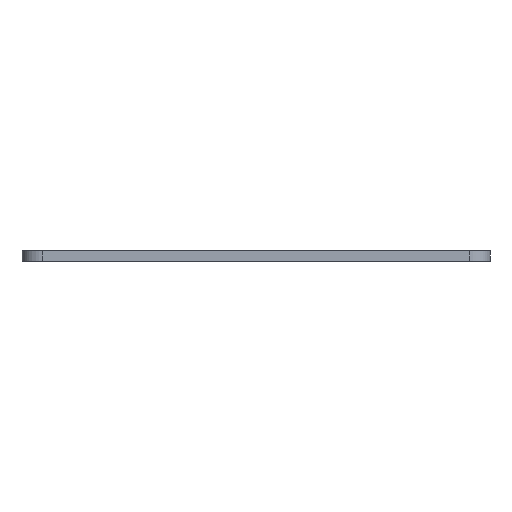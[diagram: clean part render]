
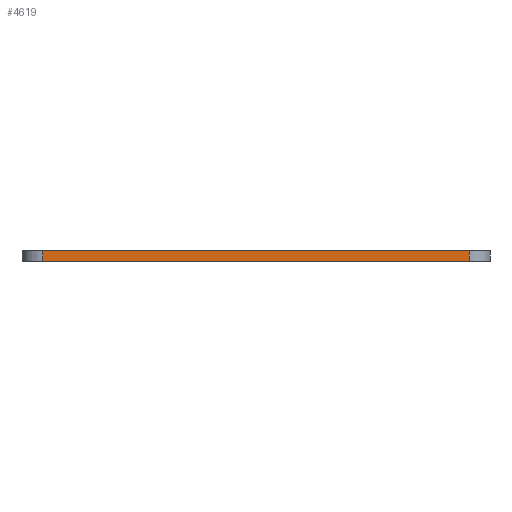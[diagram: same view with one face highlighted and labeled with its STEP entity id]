
A CAD part, front view. The second image highlights one B-rep face of the part: STEP entity #4619.
In plain terms, the highlighted planar face has unit normal (0, -1, 0).
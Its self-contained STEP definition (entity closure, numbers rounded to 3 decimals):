
#399=FACE_OUTER_BOUND('',#625,.T.);
#625=EDGE_LOOP('',(#3711,#3712,#3713,#3714));
#1171=LINE('',#7453,#1731);
#1172=LINE('',#7457,#1732);
#1173=LINE('',#7459,#1733);
#1174=LINE('',#7460,#1734);
#1731=VECTOR('',#6109,10.);
#1732=VECTOR('',#6114,10.);
#1733=VECTOR('',#6115,10.);
#1734=VECTOR('',#6116,10.);
#2187=VERTEX_POINT('',#7450);
#2188=VERTEX_POINT('',#7452);
#2189=VERTEX_POINT('',#7456);
#2190=VERTEX_POINT('',#7458);
#2836=EDGE_CURVE('',#2188,#2187,#1171,.T.);
#2838=EDGE_CURVE('',#2187,#2189,#1172,.T.);
#2839=EDGE_CURVE('',#2190,#2189,#1173,.T.);
#2840=EDGE_CURVE('',#2188,#2190,#1174,.T.);
#3711=ORIENTED_EDGE('',*,*,#2838,.T.);
#3712=ORIENTED_EDGE('',*,*,#2839,.F.);
#3713=ORIENTED_EDGE('',*,*,#2840,.F.);
#3714=ORIENTED_EDGE('',*,*,#2836,.T.);
#4400=PLANE('',#4963);
#4619=ADVANCED_FACE('',(#399),#4400,.T.);
#4963=AXIS2_PLACEMENT_3D('',#7455,#6112,#6113);
#6109=DIRECTION('',(0.,0.,1.));
#6112=DIRECTION('center_axis',(0.,-1.,0.));
#6113=DIRECTION('ref_axis',(1.,0.,0.));
#6114=DIRECTION('',(-1.,0.,0.));
#6115=DIRECTION('',(0.,0.,1.));
#6116=DIRECTION('',(-1.,0.,0.));
#7450=CARTESIAN_POINT('',(20.5,-22.5,1.));
#7452=CARTESIAN_POINT('',(20.5,-22.5,0.));
#7453=CARTESIAN_POINT('',(20.5,-22.5,0.));
#7455=CARTESIAN_POINT('Origin',(-20.5,-22.5,0.));
#7456=CARTESIAN_POINT('',(-20.5,-22.5,1.));
#7457=CARTESIAN_POINT('',(-10.25,-22.5,1.));
#7458=CARTESIAN_POINT('',(-20.5,-22.5,0.));
#7459=CARTESIAN_POINT('',(-20.5,-22.5,0.));
#7460=CARTESIAN_POINT('',(-10.25,-22.5,0.));
